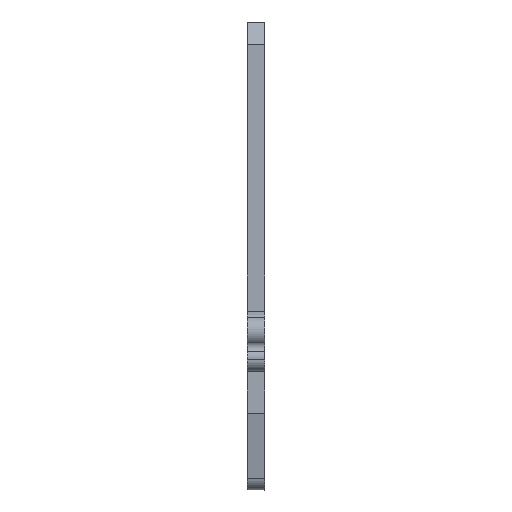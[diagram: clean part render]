
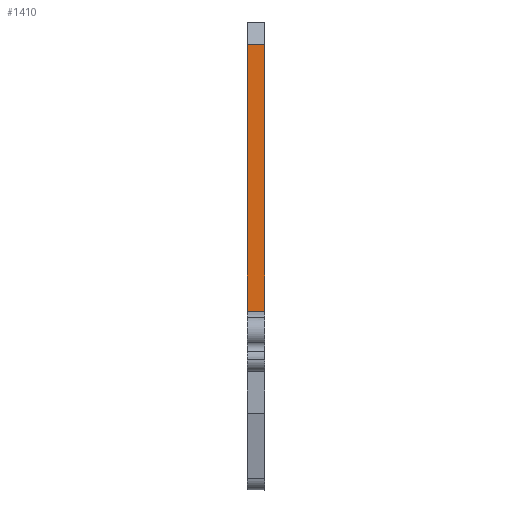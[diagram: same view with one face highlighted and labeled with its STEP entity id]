
A CAD part, front view. The second image highlights one B-rep face of the part: STEP entity #1410.
In plain terms, the highlighted planar face has unit normal (0, -1, 0).
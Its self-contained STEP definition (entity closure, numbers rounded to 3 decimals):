
#144=DIRECTION('',(0.,0.,1.));
#145=VECTOR('',#144,11.937);
#146=CARTESIAN_POINT('',(-206.494,-80.708,3.636));
#147=LINE('',#146,#145);
#370=DIRECTION('',(0.,0.,-1.));
#371=VECTOR('',#370,11.937);
#372=CARTESIAN_POINT('',(-207.294,-80.708,15.573));
#373=LINE('',#372,#371);
#567=DIRECTION('',(1.,0.,0.));
#568=VECTOR('',#567,0.8);
#569=CARTESIAN_POINT('',(-207.294,-80.708,3.636));
#570=LINE('',#569,#568);
#575=DIRECTION('',(-1.,0.,0.));
#576=VECTOR('',#575,0.8);
#577=CARTESIAN_POINT('',(-206.494,-80.708,15.573));
#578=LINE('',#577,#576);
#750=CARTESIAN_POINT('',(-206.494,-80.708,3.636));
#751=VERTEX_POINT('',#750);
#752=CARTESIAN_POINT('',(-206.494,-80.708,15.573));
#753=VERTEX_POINT('',#752);
#800=CARTESIAN_POINT('',(-207.294,-80.708,15.573));
#801=VERTEX_POINT('',#800);
#802=CARTESIAN_POINT('',(-207.294,-80.708,3.636));
#803=VERTEX_POINT('',#802);
#1398=CARTESIAN_POINT('',(-207.294,-80.708,
16.573));
#1399=DIRECTION('',(0.,-1.,0.));
#1400=DIRECTION('',(0.,0.,-1.));
#1401=AXIS2_PLACEMENT_3D('',#1398,#1399,#1400);
#1402=PLANE('',#1401);
#1403=ORIENTED_EDGE('',*,*,#1391,.F.);
#1404=ORIENTED_EDGE('',*,*,#1056,.F.);
#1406=ORIENTED_EDGE('',*,*,#1405,.F.);
#1407=ORIENTED_EDGE('',*,*,#932,.F.);
#1408=EDGE_LOOP('',(#1403,#1404,#1406,#1407));
#1409=FACE_OUTER_BOUND('',#1408,.F.);
#932=EDGE_CURVE('',#751,#753,#147,.T.);
#1056=EDGE_CURVE('',#801,#803,#373,.T.);
#1391=EDGE_CURVE('',#803,#751,#570,.T.);
#1405=EDGE_CURVE('',#753,#801,#578,.T.);
#1410=ADVANCED_FACE('',(#1409),#1402,.T.);
